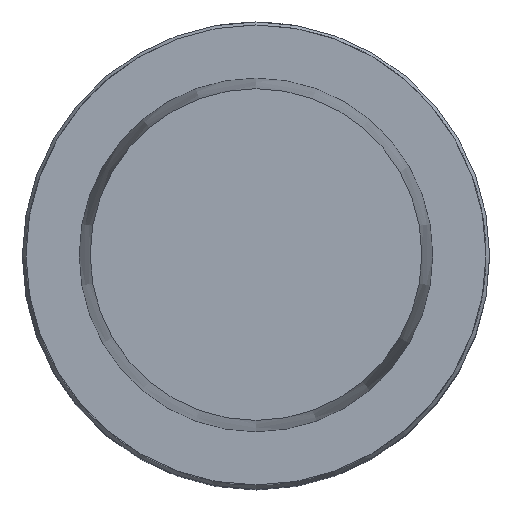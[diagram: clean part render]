
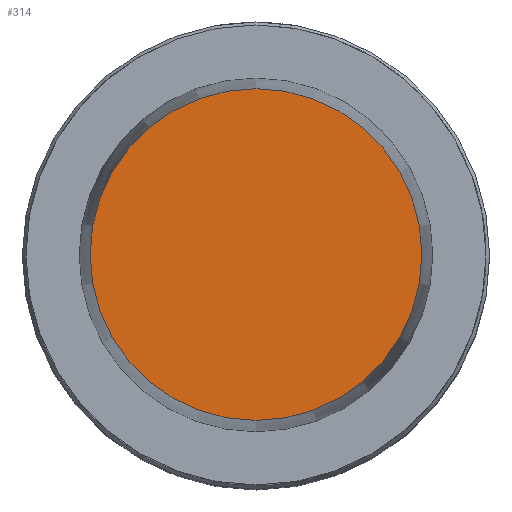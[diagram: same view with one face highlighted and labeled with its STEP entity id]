
A CAD part, top view. The second image highlights one B-rep face of the part: STEP entity #314.
In plain terms, the highlighted planar face has unit normal (0, 0, 1).
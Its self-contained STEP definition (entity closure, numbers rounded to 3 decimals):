
#314=ADVANCED_FACE('240[2]',(#777),#778,.T.);
#427=EDGE_CURVE('240[2]',#929,#929,#930,.T.);
#777=FACE_OUTER_BOUND('',#1479,.T.);
#778=PLANE('',#1480);
#929=VERTEX_POINT('',#1771);
#930=CIRCLE('',#1772,22.715);
#1479=EDGE_LOOP('',(#2292));
#1480=AXIS2_PLACEMENT_3D('',#2293,#2294,#2295);
#1771=CARTESIAN_POINT('',(0.,22.715,32.0));
#1772=AXIS2_PLACEMENT_3D('',#2469,#2470,#2471);
#2292=ORIENTED_EDGE('',*,*,#427,.F.);
#2293=CARTESIAN_POINT('',(0.,11.357,32.0));
#2294=DIRECTION('',(0.,0.,1.0));
#2295=DIRECTION('',(1.0,0.,0.0));
#2469=CARTESIAN_POINT('',(0.,0.,32.0));
#2470=DIRECTION('',(0.,0.,-1.0));
#2471=DIRECTION('',(0.,1.0,0.));
